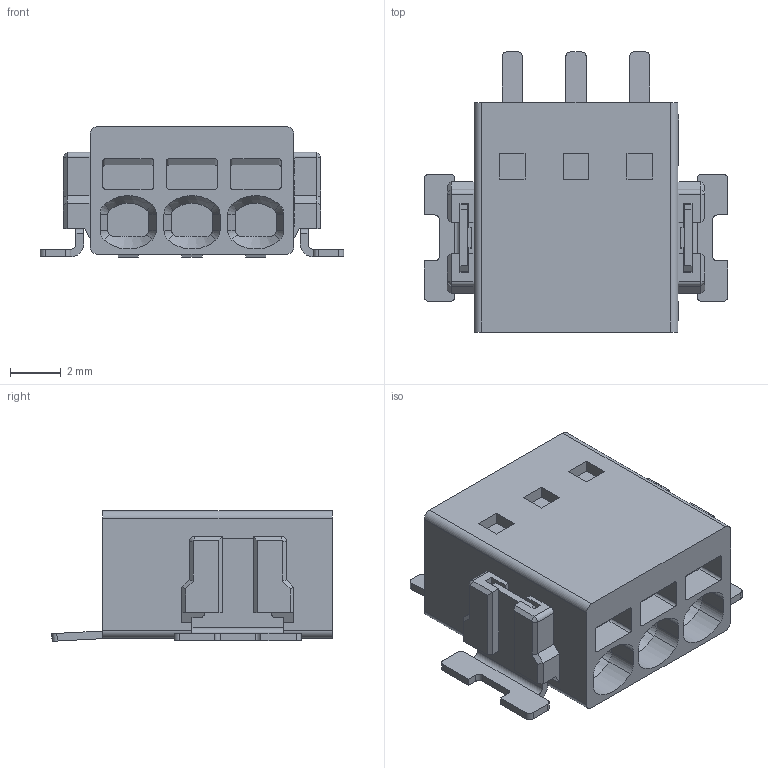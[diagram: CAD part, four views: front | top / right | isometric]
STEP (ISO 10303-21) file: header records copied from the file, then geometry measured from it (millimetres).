
FILE_DESCRIPTION(('Creo Elements/Direct Modeling STEP Export'),'2;1');
FILE_NAME('model.stp','2019-01-29T14:22:53',(''),(''),'Creo Elements/Direct Modeling STEP processor for AP214 (Solid Model)','Creo Elements/Direct Modeling 18.1I 14-Aug-2016 (C) Parametric Technology GmbH','');
FILE_SCHEMA(('AUTOMOTIVE_DESIGN { 1 0 10303 214 1 1 1 1 }'));
Length unit declared in the file: millimetre
Products named in the file (3): LR_0_5_2_5_SMD_anker.1; AT_PTSM_0_5_2_5_H_SMD; PTSM_0.5-3-2.5-H_SMD_WH
Assembly tree (3 placements, depth 2):
  PTSM_0.5-3-2.5-H_SMD_WH
    AT_PTSM_0_5_2_5_H_SMD
    LR_0_5_2_5_SMD_anker.1  x2
Bounding box: 11.9 x 11 x 5.12 mm (x, y, z)
Volume: 314.2 mm3; surface area: 603.2 mm2
Topology: 3 solids, 3 shells, 521 faces, 1384 edges, 894 vertices
Faces by surface type: plane 377, cylinder 105, cone 22, extrusion 17
Entity records: 19351 total; most frequent: CARTESIAN_POINT 3375, ORIENTED_EDGE 2572, DIRECTION 2356, EDGE_CURVE 1286, VECTOR 1074, LINE 1057, VERTEX_POINT 830, AXIS2_PLACEMENT_3D 641
